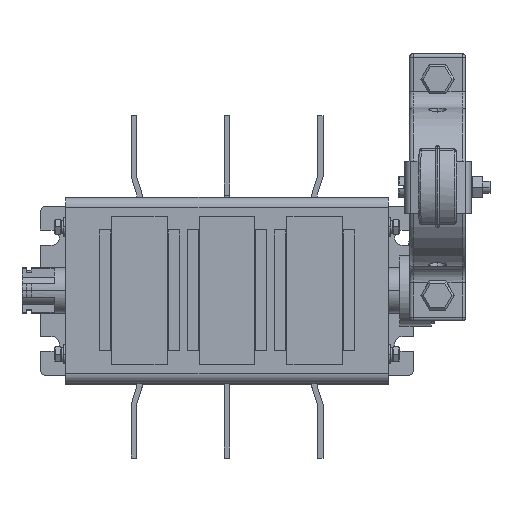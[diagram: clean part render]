
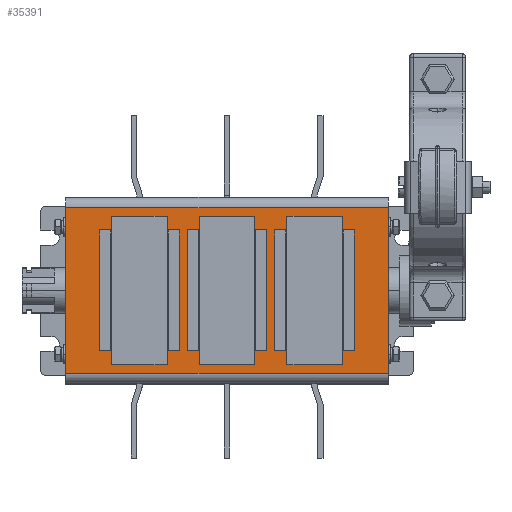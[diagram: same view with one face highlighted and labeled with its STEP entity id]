
A CAD part, top view. The second image highlights one B-rep face of the part: STEP entity #35391.
In plain terms, the highlighted planar face has unit normal (0, 0, 1).
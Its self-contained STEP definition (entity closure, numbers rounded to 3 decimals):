
#280 = VECTOR ( 'NONE', #30571, 1000. ) ;
#455 = VERTEX_POINT ( 'NONE', #28921 ) ;
#1315 = VECTOR ( 'NONE', #7726, 1000. ) ;
#1918 = EDGE_CURVE ( 'NONE', #34125, #9132, #30226, .T. ) ;
#1955 = DIRECTION ( 'NONE',  ( 1., 0., 0. ) ) ;
#2029 = CARTESIAN_POINT ( 'NONE',  ( 200.473, 0., 128.5 ) ) ;
#2326 = VERTEX_POINT ( 'NONE', #8499 ) ;
#2403 = VECTOR ( 'NONE', #25374, 1000. ) ;
#2627 = VECTOR ( 'NONE', #15720, 1000. ) ;
#3308 = VERTEX_POINT ( 'NONE', #4756 ) ;
#3337 = DIRECTION ( 'NONE',  ( 1., 0., 0. ) ) ;
#3375 = DIRECTION ( 'NONE',  ( 0., -1., 0. ) ) ;
#3619 = DIRECTION ( 'NONE',  ( 0., 1., 0. ) ) ;
#3936 = CARTESIAN_POINT ( 'NONE',  ( 22.5, -28.5, 128.5 ) ) ;
#3991 = ORIENTED_EDGE ( 'NONE', *, *, #4916, .F. ) ;
#4322 = DIRECTION ( 'NONE',  ( 0., 1., 0. ) ) ;
#4756 = CARTESIAN_POINT ( 'NONE',  ( -60., 28.5, 128.5 ) ) ;
#4916 = EDGE_CURVE ( 'NONE', #9132, #13408, #5080, .T. ) ;
#5034 = LINE ( 'NONE', #27732, #25293 ) ;
#5080 = LINE ( 'NONE', #33611, #1315 ) ;
#5169 = LINE ( 'NONE', #8186, #2403 ) ;
#5491 = LINE ( 'NONE', #25155, #10693 ) ;
#5574 = LINE ( 'NONE', #8594, #15452 ) ;
#5896 = ORIENTED_EDGE ( 'NONE', *, *, #6109, .F. ) ;
#6109 = EDGE_CURVE ( 'NONE', #25435, #3308, #5574, .T. ) ;
#6365 = VECTOR ( 'NONE', #1955, 1000. ) ;
#6786 = VERTEX_POINT ( 'NONE', #9858 ) ;
#6834 = EDGE_CURVE ( 'NONE', #23156, #19119, #5491, .T. ) ;
#7027 = DIRECTION ( 'NONE',  ( 0., 1., 0. ) ) ;
#7313 = PLANE ( 'NONE',  #7578 ) ;
#7337 = VERTEX_POINT ( 'NONE', #10715 ) ;
#7578 = AXIS2_PLACEMENT_3D ( 'NONE', #2029, #24879, #27734 ) ;
#7614 = LINE ( 'NONE', #16297, #6365 ) ;
#7726 = DIRECTION ( 'NONE',  ( -1., 0., 0. ) ) ;
#8048 = FACE_BOUND ( 'NONE', #12423, .T. ) ;
#8186 = CARTESIAN_POINT ( 'NONE',  ( 22.5, 28.5, 128.5 ) ) ;
#8499 = CARTESIAN_POINT ( 'NONE',  ( 60., 28.5, 128.5 ) ) ;
#8576 = ORIENTED_EDGE ( 'NONE', *, *, #12556, .F. ) ;
#8578 = EDGE_CURVE ( 'NONE', #30078, #36250, #5034, .T. ) ;
#8594 = CARTESIAN_POINT ( 'NONE',  ( -60., 28.5, 128.5 ) ) ;
#9132 = VERTEX_POINT ( 'NONE', #22743 ) ;
#9317 = VECTOR ( 'NONE', #21799, 1000. ) ;
#9418 = LINE ( 'NONE', #29262, #17133 ) ;
#9858 = CARTESIAN_POINT ( 'NONE',  ( 60., -28.5, 128.5 ) ) ;
#10233 = LINE ( 'NONE', #21727, #12488 ) ;
#10526 = VECTOR ( 'NONE', #3619, 1000. ) ;
#10693 = VECTOR ( 'NONE', #36698, 1000. ) ;
#10715 = CARTESIAN_POINT ( 'NONE',  ( -18.75, -28.5, 128.5 ) ) ;
#11091 = EDGE_LOOP ( 'NONE', ( #34754, #30897, #8576, #5896 ) ) ;
#12423 = EDGE_LOOP ( 'NONE', ( #29979, #28575, #25226, #24072 ) ) ;
#12488 = VECTOR ( 'NONE', #7027, 1000. ) ;
#12495 = CARTESIAN_POINT ( 'NONE',  ( -22.5, -28.5, 128.5 ) ) ;
#12556 = EDGE_CURVE ( 'NONE', #3308, #30151, #22604, .T. ) ;
#12765 = LINE ( 'NONE', #36020, #9317 ) ;
#12995 = LINE ( 'NONE', #36406, #280 ) ;
#13189 = FACE_OUTER_BOUND ( 'NONE', #27093, .T. ) ;
#13408 = VERTEX_POINT ( 'NONE', #22902 ) ;
#13997 = CARTESIAN_POINT ( 'NONE',  ( -60., -28.5, 128.5 ) ) ;
#14098 = CARTESIAN_POINT ( 'NONE',  ( 76., -39., 128.5 ) ) ;
#14106 = DIRECTION ( 'NONE',  ( 0., -1., 0. ) ) ;
#14510 = EDGE_CURVE ( 'NONE', #2326, #23156, #5169, .T. ) ;
#14887 = VECTOR ( 'NONE', #3337, 1000. ) ;
#14933 = VECTOR ( 'NONE', #14106, 1000. ) ;
#15452 = VECTOR ( 'NONE', #28644, 1000. ) ;
#15542 = CARTESIAN_POINT ( 'NONE',  ( 22.5, -28.5, 128.5 ) ) ;
#15720 = DIRECTION ( 'NONE',  ( 1., 0., 0. ) ) ;
#15879 = CARTESIAN_POINT ( 'NONE',  ( 60., -28.5, 128.5 ) ) ;
#16297 = CARTESIAN_POINT ( 'NONE',  ( -60., -28.5, 128.5 ) ) ;
#17083 = EDGE_CURVE ( 'NONE', #19119, #6786, #24615, .T. ) ;
#17133 = VECTOR ( 'NONE', #3375, 1000. ) ;
#17899 = EDGE_CURVE ( 'NONE', #455, #30078, #12765, .T. ) ;
#18003 = LINE ( 'NONE', #29556, #22583 ) ;
#18158 = CARTESIAN_POINT ( 'NONE',  ( -76., 39., 128.5 ) ) ;
#18285 = CARTESIAN_POINT ( 'NONE',  ( -22.5, 28.5, 128.5 ) ) ;
#18881 = LINE ( 'NONE', #15879, #10526 ) ;
#19119 = VERTEX_POINT ( 'NONE', #3936 ) ;
#19655 = ORIENTED_EDGE ( 'NONE', *, *, #8578, .T. ) ;
#20307 = CARTESIAN_POINT ( 'NONE',  ( -60., -28.5, 128.5 ) ) ;
#20758 = VECTOR ( 'NONE', #4322, 1000. ) ;
#20801 = CARTESIAN_POINT ( 'NONE',  ( 22.5, 28.5, 128.5 ) ) ;
#20920 = CARTESIAN_POINT ( 'NONE',  ( 18.75, -28.5, 128.5 ) ) ;
#21727 = CARTESIAN_POINT ( 'NONE',  ( -22.5, -28.5, 128.5 ) ) ;
#21799 = DIRECTION ( 'NONE',  ( -1., 0., 0. ) ) ;
#21952 = EDGE_CURVE ( 'NONE', #30151, #34744, #7614, .T. ) ;
#22034 = DIRECTION ( 'NONE',  ( 0., -1., 0. ) ) ;
#22443 = ORIENTED_EDGE ( 'NONE', *, *, #32790, .T. ) ;
#22583 = VECTOR ( 'NONE', #23869, 1000. ) ;
#22604 = LINE ( 'NONE', #20307, #14933 ) ;
#22743 = CARTESIAN_POINT ( 'NONE',  ( 18.75, 28.5, 128.5 ) ) ;
#22902 = CARTESIAN_POINT ( 'NONE',  ( -18.75, 28.5, 128.5 ) ) ;
#23148 = LINE ( 'NONE', #29217, #14887 ) ;
#23156 = VERTEX_POINT ( 'NONE', #20801 ) ;
#23290 = EDGE_CURVE ( 'NONE', #34744, #25435, #10233, .T. ) ;
#23869 = DIRECTION ( 'NONE',  ( 1., 0., 0. ) ) ;
#24072 = ORIENTED_EDGE ( 'NONE', *, *, #14510, .F. ) ;
#24615 = LINE ( 'NONE', #15542, #2627 ) ;
#24879 = DIRECTION ( 'NONE',  ( 0., 0., 1. ) ) ;
#25155 = CARTESIAN_POINT ( 'NONE',  ( 22.5, -28.5, 128.5 ) ) ;
#25226 = ORIENTED_EDGE ( 'NONE', *, *, #6834, .F. ) ;
#25293 = VECTOR ( 'NONE', #22034, 1000. ) ;
#25374 = DIRECTION ( 'NONE',  ( -1., 0., 0. ) ) ;
#25435 = VERTEX_POINT ( 'NONE', #18285 ) ;
#27022 = CARTESIAN_POINT ( 'NONE',  ( 18.75, -28.5, 128.5 ) ) ;
#27093 = EDGE_LOOP ( 'NONE', ( #22443, #36210, #19655, #36412 ) ) ;
#27732 = CARTESIAN_POINT ( 'NONE',  ( -76., -155.677, 128.5 ) ) ;
#27734 = DIRECTION ( 'NONE',  ( 1., 0., 0. ) ) ;
#28575 = ORIENTED_EDGE ( 'NONE', *, *, #17083, .F. ) ;
#28644 = DIRECTION ( 'NONE',  ( -1., 0., 0. ) ) ;
#28821 = EDGE_CURVE ( 'NONE', #6786, #2326, #18881, .T. ) ;
#28921 = CARTESIAN_POINT ( 'NONE',  ( 76., 39., 128.5 ) ) ;
#29217 = CARTESIAN_POINT ( 'NONE',  ( -18.75, -28.5, 128.5 ) ) ;
#29262 = CARTESIAN_POINT ( 'NONE',  ( -18.75, -28.5, 128.5 ) ) ;
#29339 = EDGE_LOOP ( 'NONE', ( #32151, #36636, #31173, #3991 ) ) ;
#29556 = CARTESIAN_POINT ( 'NONE',  ( 200.473, -39., 128.5 ) ) ;
#29979 = ORIENTED_EDGE ( 'NONE', *, *, #28821, .F. ) ;
#30078 = VERTEX_POINT ( 'NONE', #18158 ) ;
#30151 = VERTEX_POINT ( 'NONE', #13997 ) ;
#30226 = LINE ( 'NONE', #27022, #20758 ) ;
#30571 = DIRECTION ( 'NONE',  ( 0., 1., 0. ) ) ;
#30625 = CARTESIAN_POINT ( 'NONE',  ( -76., -39., 128.5 ) ) ;
#30897 = ORIENTED_EDGE ( 'NONE', *, *, #21952, .F. ) ;
#31132 = FACE_BOUND ( 'NONE', #29339, .T. ) ;
#31173 = ORIENTED_EDGE ( 'NONE', *, *, #34119, .F. ) ;
#32151 = ORIENTED_EDGE ( 'NONE', *, *, #1918, .F. ) ;
#32790 = EDGE_CURVE ( 'NONE', #35599, #455, #12995, .T. ) ;
#33197 = FACE_BOUND ( 'NONE', #11091, .T. ) ;
#33611 = CARTESIAN_POINT ( 'NONE',  ( -18.75, 28.5, 128.5 ) ) ;
#34119 = EDGE_CURVE ( 'NONE', #13408, #7337, #9418, .T. ) ;
#34125 = VERTEX_POINT ( 'NONE', #20920 ) ;
#34476 = EDGE_CURVE ( 'NONE', #36250, #35599, #18003, .T. ) ;
#34744 = VERTEX_POINT ( 'NONE', #12495 ) ;
#34754 = ORIENTED_EDGE ( 'NONE', *, *, #23290, .F. ) ;
#35391 = ADVANCED_FACE ( 'NONE', ( #33197, #8048, #31132, #13189 ), #7313, .T. ) ;
#35599 = VERTEX_POINT ( 'NONE', #14098 ) ;
#36020 = CARTESIAN_POINT ( 'NONE',  ( -76., 39., 128.5 ) ) ;
#36210 = ORIENTED_EDGE ( 'NONE', *, *, #17899, .T. ) ;
#36250 = VERTEX_POINT ( 'NONE', #30625 ) ;
#36406 = CARTESIAN_POINT ( 'NONE',  ( 76., 0., 128.5 ) ) ;
#36412 = ORIENTED_EDGE ( 'NONE', *, *, #34476, .T. ) ;
#36636 = ORIENTED_EDGE ( 'NONE', *, *, #36748, .F. ) ;
#36698 = DIRECTION ( 'NONE',  ( 0., -1., 0. ) ) ;
#36748 = EDGE_CURVE ( 'NONE', #7337, #34125, #23148, .T. ) ;
